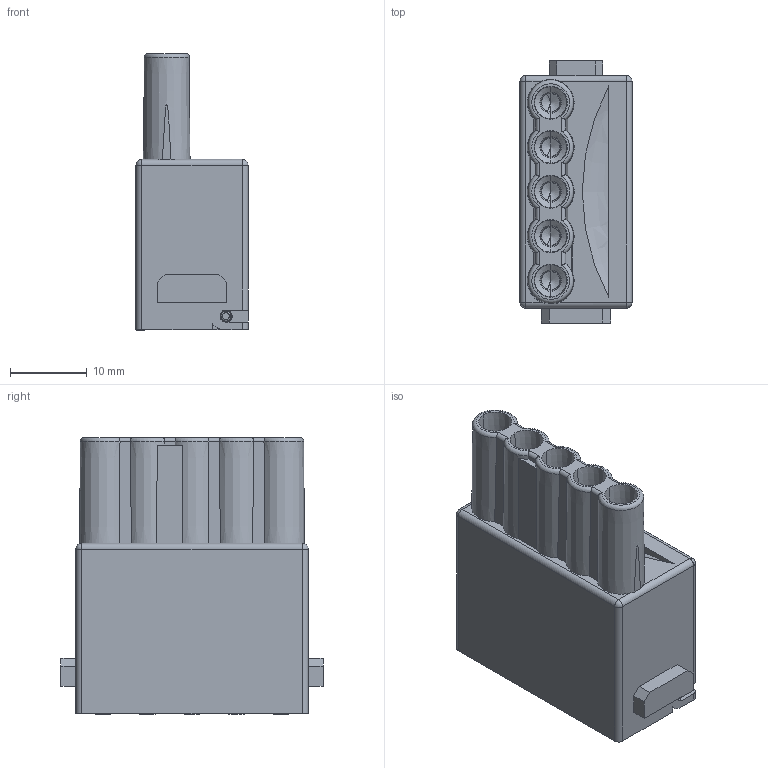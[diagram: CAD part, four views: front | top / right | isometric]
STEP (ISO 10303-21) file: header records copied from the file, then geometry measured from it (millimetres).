
FILE_DESCRIPTION((''),'2;1');
FILE_NAME('HME-005-F','2017-06-03T',('tl.yang'),(''),'PRO/ENGINEER BY PARAMETRIC TECHNOLOGY CORPORATION, 2011500','PRO/ENGINEER BY PARAMETRIC TECHNOLOGY CORPORATION, 2011500','');
FILE_SCHEMA(('CONFIG_CONTROL_DESIGN'));
Products named in the file (1): HME-005-F
Bounding box: 14.6 x 34.2 x 36.1 mm (x, y, z)
Volume: 8066.1 mm3; surface area: 13304.1 mm2
Topology: 1 solids, 1 shells, 1670 faces, 5031 edges, 3324 vertices
Faces by surface type: plane 775, cylinder 365, cone 215, bspline 149, torus 120, extrusion 30, sphere 16
Entity records: 66883 total; most frequent: CARTESIAN_POINT 24416, ORIENTED_EDGE 9978, DIRECTION 7467, EDGE_CURVE 4989, VERTEX_POINT 3324, AXIS2_PLACEMENT_3D 2638, VECTOR 2191, LINE 2161
